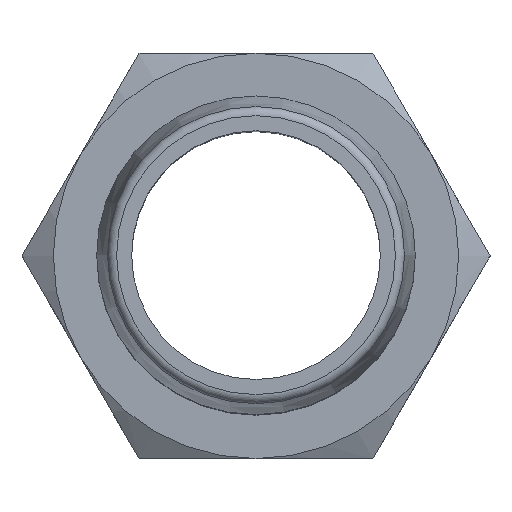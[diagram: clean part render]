
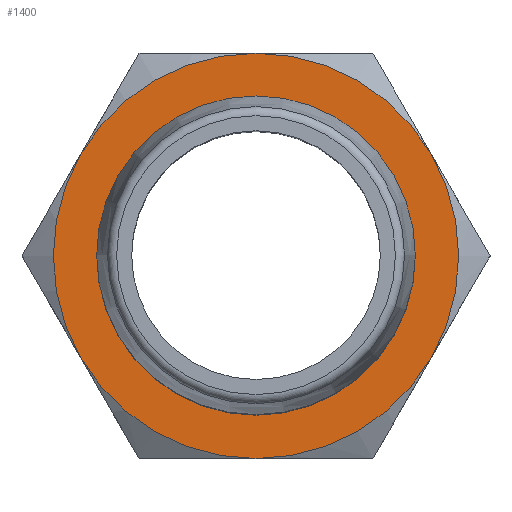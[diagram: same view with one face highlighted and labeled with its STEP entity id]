
A CAD part, top view. The second image highlights one B-rep face of the part: STEP entity #1400.
In plain terms, the highlighted face is planar.
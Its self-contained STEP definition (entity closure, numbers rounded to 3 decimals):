
#661=PLANE('',#1285);
#702=ORIENTED_EDGE('',*,*,#899,.T.);
#703=ORIENTED_EDGE('',*,*,#902,.T.);
#704=ORIENTED_EDGE('',*,*,#903,.T.);
#705=ORIENTED_EDGE('',*,*,#904,.T.);
#706=ORIENTED_EDGE('',*,*,#905,.T.);
#707=ORIENTED_EDGE('',*,*,#906,.T.);
#708=ORIENTED_EDGE('',*,*,#907,.F.);
#823=CIRCLE('',#1282,11.);
#824=CIRCLE('',#1286,11.);
#825=CIRCLE('',#1287,11.);
#826=CIRCLE('',#1288,11.);
#827=CIRCLE('',#1289,11.);
#828=CIRCLE('',#1290,11.);
#829=CIRCLE('',#1291,8.65);
#855=VERTEX_POINT('',#1442);
#856=VERTEX_POINT('',#1443);
#858=VERTEX_POINT('',#1449);
#859=VERTEX_POINT('',#1451);
#860=VERTEX_POINT('',#1453);
#861=VERTEX_POINT('',#1455);
#862=VERTEX_POINT('',#1458);
#899=EDGE_CURVE('',#855,#856,#823,.T.);
#902=EDGE_CURVE('',#856,#858,#824,.T.);
#903=EDGE_CURVE('',#858,#859,#825,.T.);
#904=EDGE_CURVE('',#859,#860,#826,.T.);
#905=EDGE_CURVE('',#860,#861,#827,.T.);
#906=EDGE_CURVE('',#861,#855,#828,.T.);
#907=EDGE_CURVE('',#862,#862,#829,.T.);
#962=EDGE_LOOP('',(#702,#703,#704,#705,#706,#707));
#963=EDGE_LOOP('',(#708));
#1022=FACE_BOUND('',#962,.T.);
#1023=FACE_BOUND('',#963,.T.);
#1083=DIRECTION('',(0.,1.,0.));
#1084=DIRECTION('',(11.,0.,0.));
#1089=DIRECTION('',(0.,1.,0.));
#1090=DIRECTION('',(1.,0.,0.));
#1091=DIRECTION('',(0.,1.,0.));
#1092=DIRECTION('',(11.,0.,0.));
#1093=DIRECTION('',(0.,1.,0.));
#1094=DIRECTION('',(11.,0.,0.));
#1095=DIRECTION('',(0.,1.,0.));
#1096=DIRECTION('',(11.,0.,0.));
#1097=DIRECTION('',(0.,1.,0.));
#1098=DIRECTION('',(11.,0.,0.));
#1099=DIRECTION('',(0.,1.,0.));
#1100=DIRECTION('',(11.,0.,0.));
#1101=DIRECTION('',(0.,1.,0.));
#1102=DIRECTION('',(8.65,0.,0.));
#1282=AXIS2_PLACEMENT_3D('',#1444,#1083,#1084);
#1285=AXIS2_PLACEMENT_3D('',#1448,#1089,#1090);
#1286=AXIS2_PLACEMENT_3D('',#1450,#1091,#1092);
#1287=AXIS2_PLACEMENT_3D('',#1452,#1093,#1094);
#1288=AXIS2_PLACEMENT_3D('',#1454,#1095,#1096);
#1289=AXIS2_PLACEMENT_3D('',#1456,#1097,#1098);
#1290=AXIS2_PLACEMENT_3D('',#1457,#1099,#1100);
#1291=AXIS2_PLACEMENT_3D('',#1459,#1101,#1102);
#1400=ADVANCED_FACE('',(#1022,#1023),#661,.T.);
#1442=CARTESIAN_POINT('',(15.733,23.794,5.5));
#1443=CARTESIAN_POINT('',(15.733,23.794,-5.5));
#1444=CARTESIAN_POINT('',(6.207,23.794,0.));
#1448=CARTESIAN_POINT('',(17.207,23.794,0.));
#1449=CARTESIAN_POINT('',(6.207,23.794,-11.));
#1450=CARTESIAN_POINT('',(6.207,23.794,0.));
#1451=CARTESIAN_POINT('',(-3.32,23.794,-5.5));
#1452=CARTESIAN_POINT('',(6.207,23.794,0.));
#1453=CARTESIAN_POINT('',(-3.32,23.794,5.5));
#1454=CARTESIAN_POINT('',(6.207,23.794,0.));
#1455=CARTESIAN_POINT('',(6.207,23.794,11.));
#1456=CARTESIAN_POINT('',(6.207,23.794,0.));
#1457=CARTESIAN_POINT('',(6.207,23.794,0.));
#1458=CARTESIAN_POINT('',(14.857,23.794,0.));
#1459=CARTESIAN_POINT('',(6.207,23.794,0.));
